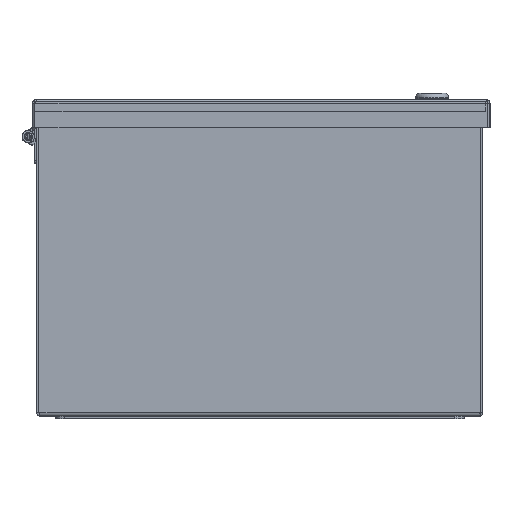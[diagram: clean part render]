
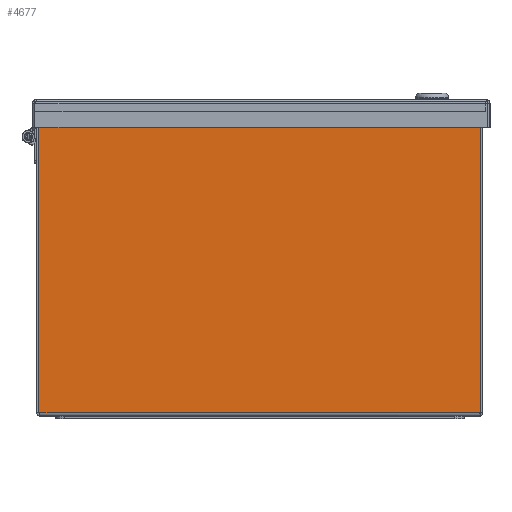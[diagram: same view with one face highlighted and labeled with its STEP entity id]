
A CAD part, front view. The second image highlights one B-rep face of the part: STEP entity #4677.
In plain terms, the highlighted planar face has unit normal (0, -1, 0).
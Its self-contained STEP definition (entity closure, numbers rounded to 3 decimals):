
#4677 = ADVANCED_FACE( '', ( #10262 ), #10263, .F. );
#10262 = FACE_OUTER_BOUND( '', #27118, .T. );
#10263 = PLANE( '', #27119 );
#27118 = EDGE_LOOP( '', ( #58915, #58916, #58917, #58918, #58919, #58920 ) );
#27119 = AXIS2_PLACEMENT_3D( '', #58921, #58922, #58923 );
#58915 = ORIENTED_EDGE( '', *, *, #74626, .T. );
#58916 = ORIENTED_EDGE( '', *, *, #71541, .F. );
#58917 = ORIENTED_EDGE( '', *, *, #72841, .T. );
#58918 = ORIENTED_EDGE( '', *, *, #74627, .T. );
#58919 = ORIENTED_EDGE( '', *, *, #74269, .T. );
#58920 = ORIENTED_EDGE( '', *, *, #74628, .T. );
#58921 = CARTESIAN_POINT( '', ( -1053.948, -254., 0. ) );
#58922 = DIRECTION( '', ( 0., 1., 0. ) );
#58923 = DIRECTION( '', ( 0., 0., 1. ) );
#71541 = EDGE_CURVE( '', #79468, #79470, #79471, .T. );
#72841 = EDGE_CURVE( '', #79468, #81579, #81580, .T. );
#74269 = EDGE_CURVE( '', #83751, #79771, #83752, .T. );
#74626 = EDGE_CURVE( '', #84239, #79470, #84240, .T. );
#74627 = EDGE_CURVE( '', #81579, #83751, #84241, .F. );
#74628 = EDGE_CURVE( '', #79771, #84239, #84242, .T. );
#79468 = VERTEX_POINT( '', #93077 );
#79470 = VERTEX_POINT( '', #93088 );
#79471 = LINE( '', #93089, #93090 );
#79771 = VERTEX_POINT( '', #93865 );
#81579 = VERTEX_POINT( '', #98521 );
#81580 = LINE( '', #98522, #98523 );
#83751 = VERTEX_POINT( '', #104898 );
#83752 = LINE( '', #104899, #104900 );
#84239 = VERTEX_POINT( '', #106204 );
#84240 = LINE( '', #106205, #106206 );
#84241 = LINE( '', #106207, #106208 );
#84242 = LINE( '', #106209, #106210 );
#93077 = CARTESIAN_POINT( '', ( -150.863, -254., 200.863 ) );
#93088 = CARTESIAN_POINT( '', ( 150.863, -254., 200.863 ) );
#93089 = CARTESIAN_POINT( '', ( -1053.948, -254., 200.863 ) );
#93090 = VECTOR( '', #113916, 1000. );
#93865 = CARTESIAN_POINT( '', ( 150.873, -254., 2.337 ) );
#98521 = CARTESIAN_POINT( '', ( -150.873, -254., 200.853 ) );
#98522 = CARTESIAN_POINT( '', ( -141.017, -254., 210.709 ) );
#98523 = VECTOR( '', #114821, 1000. );
#104898 = CARTESIAN_POINT( '', ( -150.873, -254., 2.337 ) );
#104899 = CARTESIAN_POINT( '', ( -1053.948, -254., 2.337 ) );
#104900 = VECTOR( '', #115690, 1000. );
#106204 = CARTESIAN_POINT( '', ( 150.873, -254., 200.853 ) );
#106205 = CARTESIAN_POINT( '', ( 151.408, -254., 200.318 ) );
#106206 = VECTOR( '', #115885, 1000. );
#106207 = CARTESIAN_POINT( '', ( -150.873, -254., 0. ) );
#106208 = VECTOR( '', #115886, 1000. );
#106209 = CARTESIAN_POINT( '', ( 150.873, -254., 0. ) );
#106210 = VECTOR( '', #115887, 1000. );
#113916 = DIRECTION( '', ( 1., 0., 0. ) );
#114821 = DIRECTION( '', ( -0.707, 0., -0.707 ) );
#115690 = DIRECTION( '', ( 1., 0., 0. ) );
#115885 = DIRECTION( '', ( -0.707, 0., 0.707 ) );
#115886 = DIRECTION( '', ( 0., 0., 1. ) );
#115887 = DIRECTION( '', ( 0., 0., 1. ) );
